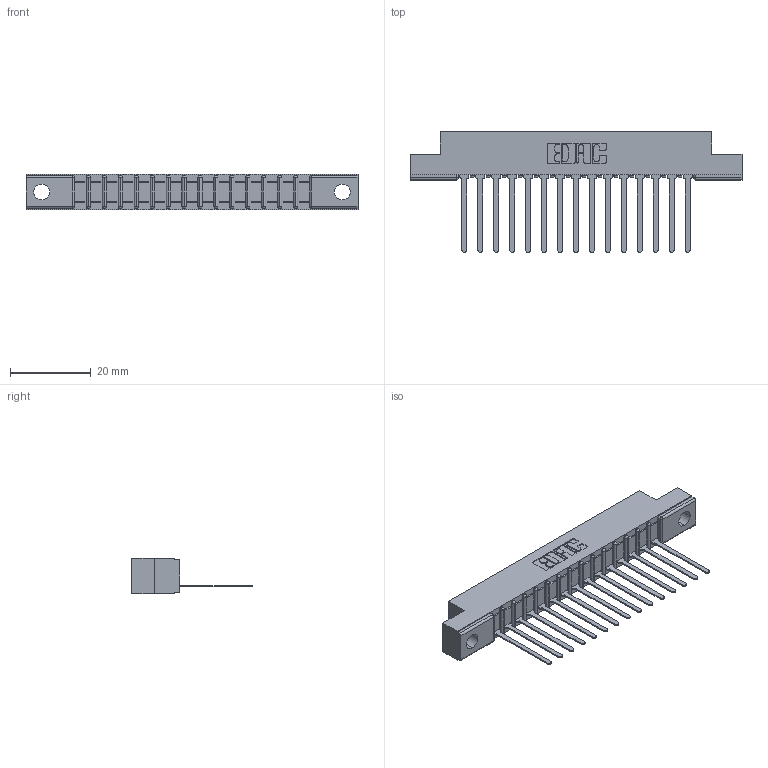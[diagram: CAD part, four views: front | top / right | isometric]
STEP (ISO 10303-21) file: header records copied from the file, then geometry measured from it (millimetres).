
FILE_DESCRIPTION (( 'STEP AP203' ), '1' );
FILE_NAME ('307-015-445-104.STEP', '2020-09-25T16:56:02', ( '' ), ( '' ), 'SwSTEP 2.0', 'SolidWorks 2020', '' );
FILE_SCHEMA (( 'CONFIG_CONTROL_DESIGN' ));
Length unit declared in the file: inch
Products named in the file (3): 307-015-445-104; 307-290-001_545; 307 Part_.156 Dia Mounting Holes
Assembly tree (16 placements, depth 2):
  307-015-445-104
    307 Part_.156 Dia Mounting Holes
    307-290-001_545  x15
Bounding box: 82.45 x 30 x 8.71 mm (x, y, z)
Volume: 5178.1 mm3; surface area: 8004.6 mm2
Topology: 16 solids, 16 shells, 988 faces, 2789 edges, 1794 vertices
Faces by surface type: plane 639, cylinder 317, sphere 32
Entity records: 16574 total; most frequent: CARTESIAN_POINT 2786, ORIENTED_EDGE 2770, DIRECTION 2717, EDGE_CURVE 1385, LINE 1059, VECTOR 1059, VERTEX_POINT 898, AXIS2_PLACEMENT_3D 829
